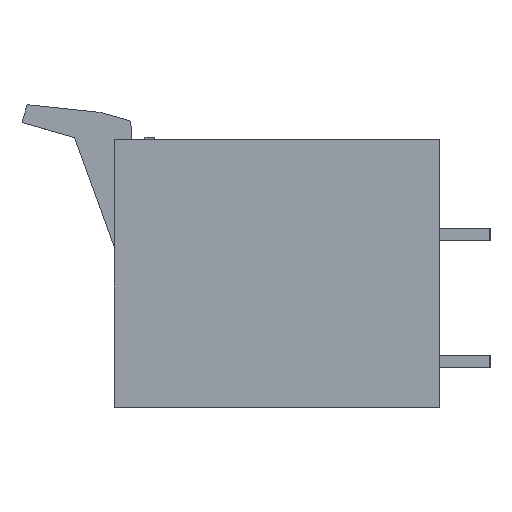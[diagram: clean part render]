
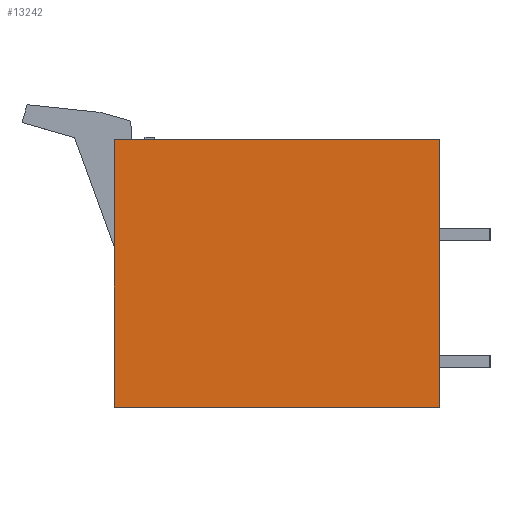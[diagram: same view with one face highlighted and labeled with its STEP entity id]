
A CAD part, left-side view. The second image highlights one B-rep face of the part: STEP entity #13242.
In plain terms, the highlighted planar face has unit normal (-1, 0, 0).
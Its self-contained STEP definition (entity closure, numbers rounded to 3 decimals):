
#13206=AXIS2_PLACEMENT_3D('Plane Axis2P3D',#13203,#13204,#13205) ;
#13203=CARTESIAN_POINT('Axis2P3D Location',(0.,0.,0.)) ;
#13208=CARTESIAN_POINT('Line Origine',(0.,21.065,0.)) ;
#13212=CARTESIAN_POINT('Vertex',(0.,37.13,0.)) ;
#13214=CARTESIAN_POINT('Vertex',(0.,5.,0.)) ;
#13217=CARTESIAN_POINT('Line Origine',(0.,5.,13.225)) ;
#13221=CARTESIAN_POINT('Vertex',(0.,5.,26.45)) ;
#13224=CARTESIAN_POINT('Line Origine',(0.,21.065,26.45)) ;
#13228=CARTESIAN_POINT('Vertex',(0.,37.13,26.45)) ;
#13231=CARTESIAN_POINT('Line Origine',(0.,37.13,13.225)) ;
#13204=DIRECTION('Axis2P3D Direction',(-1.,0.,0.)) ;
#13205=DIRECTION('Axis2P3D XDirection',(0.,-1.,0.)) ;
#13209=DIRECTION('Vector Direction',(0.,-1.,0.)) ;
#13218=DIRECTION('Vector Direction',(0.,0.,1.)) ;
#13225=DIRECTION('Vector Direction',(0.,1.,0.)) ;
#13232=DIRECTION('Vector Direction',(0.,0.,-1.)) ;
#13210=VECTOR('Line Direction',#13209,1.) ;
#13219=VECTOR('Line Direction',#13218,1.) ;
#13226=VECTOR('Line Direction',#13225,1.) ;
#13233=VECTOR('Line Direction',#13232,1.) ;
#13237=ORIENTED_EDGE('',*,*,#13216,.T.) ;
#13238=ORIENTED_EDGE('',*,*,#13223,.T.) ;
#13239=ORIENTED_EDGE('',*,*,#13230,.T.) ;
#13240=ORIENTED_EDGE('',*,*,#13235,.T.) ;
#13242=ADVANCED_FACE('HOUSING',(#13241),#13207,.T.) ;
#13216=EDGE_CURVE('',#13213,#13215,#13211,.T.) ;
#13223=EDGE_CURVE('',#13215,#13222,#13220,.T.) ;
#13230=EDGE_CURVE('',#13222,#13229,#13227,.T.) ;
#13235=EDGE_CURVE('',#13229,#13213,#13234,.T.) ;
#13236=EDGE_LOOP('',(#13237,#13238,#13239,#13240)) ;
#13241=FACE_OUTER_BOUND('',#13236,.T.) ;
#13211=LINE('Line',#13208,#13210) ;
#13220=LINE('Line',#13217,#13219) ;
#13227=LINE('Line',#13224,#13226) ;
#13234=LINE('Line',#13231,#13233) ;
#13207=PLANE('',#13206) ;
#13213=VERTEX_POINT('',#13212) ;
#13215=VERTEX_POINT('',#13214) ;
#13222=VERTEX_POINT('',#13221) ;
#13229=VERTEX_POINT('',#13228) ;
